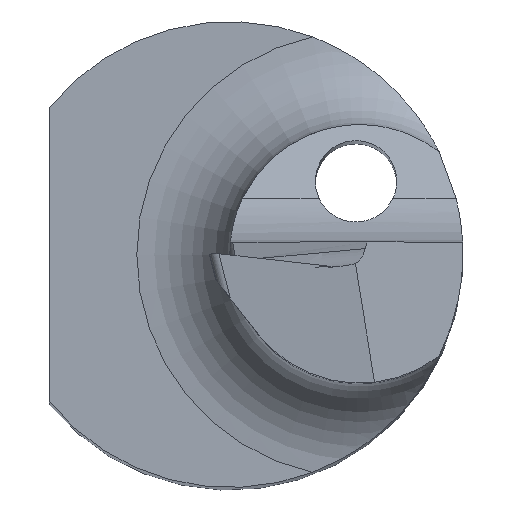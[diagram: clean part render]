
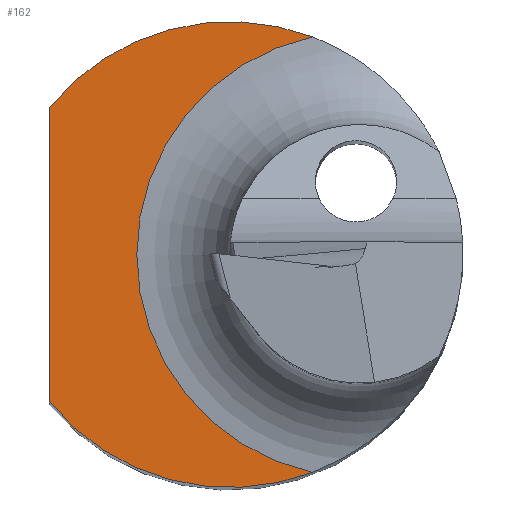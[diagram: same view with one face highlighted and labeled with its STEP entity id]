
A CAD part, top view. The second image highlights one B-rep face of the part: STEP entity #162.
In plain terms, the highlighted planar face has unit normal (0, 0, 1).
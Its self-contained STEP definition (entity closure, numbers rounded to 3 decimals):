
#11 = CARTESIAN_POINT ( 'NONE',  ( -1.55, -1.264, 13.749 ) ) ;
#29 = AXIS2_PLACEMENT_3D ( 'NONE', #703, #462, #444 ) ;
#41 = AXIS2_PLACEMENT_3D ( 'NONE', #322, #649, #67 ) ;
#62 = ORIENTED_EDGE ( 'NONE', *, *, #454, .T. ) ;
#67 = DIRECTION ( 'NONE',  ( 1., 0., 0. ) ) ;
#90 = EDGE_CURVE ( 'NONE', #811, #338, #755, .T. ) ;
#119 = DIRECTION ( 'NONE',  ( 0., 0., 1. ) ) ;
#121 = CARTESIAN_POINT ( 'NONE',  ( 0.71, 1.87, 13.749 ) ) ;
#123 = EDGE_CURVE ( 'NONE', #811, #829, #174, .T. ) ;
#142 = DIRECTION ( 'NONE',  ( 0., -1., 0. ) ) ;
#157 = EDGE_LOOP ( 'NONE', ( #728, #160, #62, #648 ) ) ;
#160 = ORIENTED_EDGE ( 'NONE', *, *, #607, .T. ) ;
#162 = ADVANCED_FACE ( 'NONE', ( #395 ), #568, .F. ) ;
#174 = CIRCLE ( 'NONE', #277, 2. ) ;
#205 = CARTESIAN_POINT ( 'NONE',  ( 0., 0., 13.749 ) ) ;
#277 = AXIS2_PLACEMENT_3D ( 'NONE', #205, #119, #399 ) ;
#322 = CARTESIAN_POINT ( 'NONE',  ( 1.112, 0., 13.749 ) ) ;
#336 = CIRCLE ( 'NONE', #29, 2. ) ;
#338 = VERTEX_POINT ( 'NONE', #799 ) ;
#344 = CARTESIAN_POINT ( 'NONE',  ( -1.55, -2., 13.749 ) ) ;
#395 = FACE_OUTER_BOUND ( 'NONE', #157, .T. ) ;
#399 = DIRECTION ( 'NONE',  ( 1., 0., 0. ) ) ;
#444 = DIRECTION ( 'NONE',  ( 1., 0., 0. ) ) ;
#454 = EDGE_CURVE ( 'NONE', #588, #338, #336, .T. ) ;
#462 = DIRECTION ( 'NONE',  ( 0., 0., 1. ) ) ;
#506 = AXIS2_PLACEMENT_3D ( 'NONE', #745, #794, #613 ) ;
#532 = LINE ( 'NONE', #344, #643 ) ;
#568 = PLANE ( 'NONE',  #41 ) ;
#581 = CARTESIAN_POINT ( 'NONE',  ( -1.55, 1.264, 13.749 ) ) ;
#588 = VERTEX_POINT ( 'NONE', #11 ) ;
#607 = EDGE_CURVE ( 'NONE', #829, #588, #532, .T. ) ;
#613 = DIRECTION ( 'NONE',  ( 1., 0., 0. ) ) ;
#643 = VECTOR ( 'NONE', #142, 1000. ) ;
#648 = ORIENTED_EDGE ( 'NONE', *, *, #90, .F. ) ;
#649 = DIRECTION ( 'NONE',  ( 0., 0., -1. ) ) ;
#703 = CARTESIAN_POINT ( 'NONE',  ( 0., 0., 13.749 ) ) ;
#728 = ORIENTED_EDGE ( 'NONE', *, *, #123, .T. ) ;
#745 = CARTESIAN_POINT ( 'NONE',  ( 1.112, 0., 13.749 ) ) ;
#755 = CIRCLE ( 'NONE', #506, 1.912 ) ;
#794 = DIRECTION ( 'NONE',  ( 0., 0., 1. ) ) ;
#799 = CARTESIAN_POINT ( 'NONE',  ( 0.71, -1.87, 13.749 ) ) ;
#811 = VERTEX_POINT ( 'NONE', #121 ) ;
#829 = VERTEX_POINT ( 'NONE', #581 ) ;
